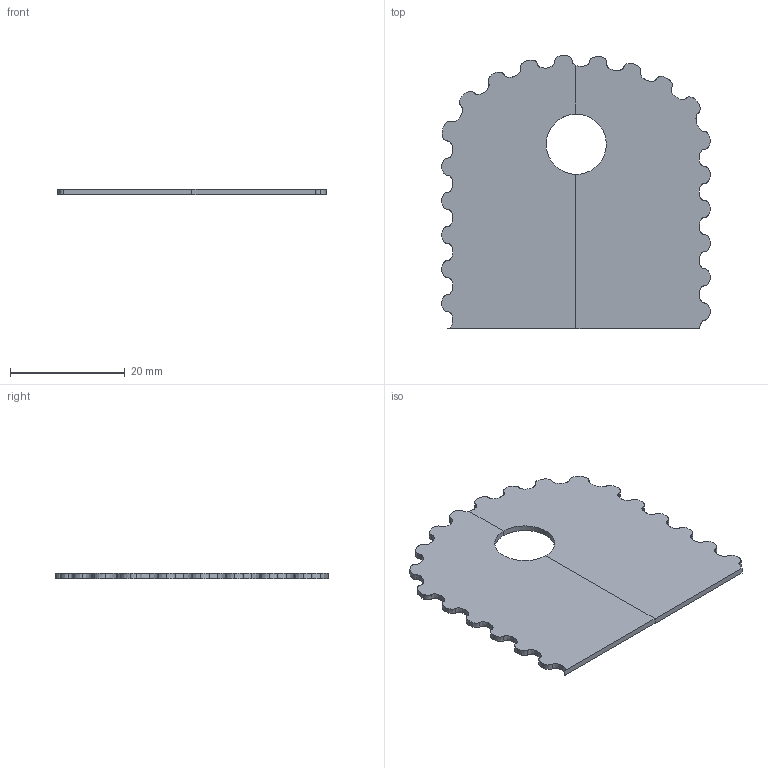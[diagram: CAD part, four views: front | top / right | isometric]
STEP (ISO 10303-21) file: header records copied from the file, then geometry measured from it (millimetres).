
FILE_DESCRIPTION(('FreeCAD Model'),'2;1');
FILE_NAME('blade-plate.step', '2020-05-10T11:08:23',('Author'),(''), 'Open CASCADE STEP processor 7.3','FreeCAD','Unknown');
FILE_SCHEMA(('AUTOMOTIVE_DESIGN { 1 0 10303 214 1 1 1 1 }'));
Length unit declared in the file: millimetre
Products named in the file (3): Extrude; Extrude001; path5658_9
Bounding box: 46.86 x 47.76 x 1 mm (x, y, z)
Volume: 1881 mm3; surface area: 5012.4 mm2
Topology: 2 solids, 3 shells, 126 faces, 423 edges, 302 vertices
Faces by surface type: extrusion 121, bspline 5
Entity records: 11466 total; most frequent: CARTESIAN_POINT 3766, ORIENTED_EDGE 786, PCURVE 786, DEFINITIONAL_REPRESENTATION 786, DIRECTION 728, VECTOR 726, B_SPLINE_CURVE_WITH_KNOTS 705, LINE 605
